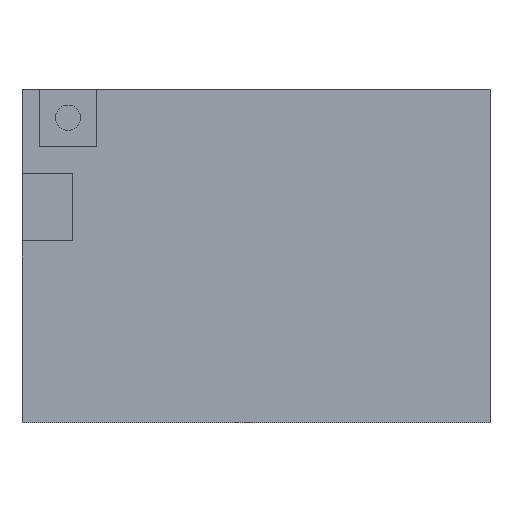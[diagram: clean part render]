
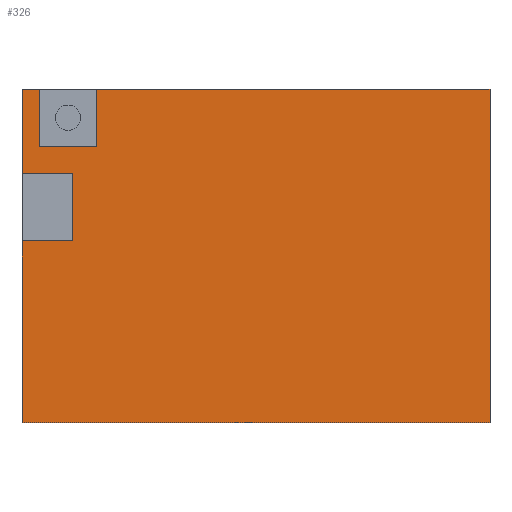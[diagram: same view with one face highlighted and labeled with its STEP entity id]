
A CAD part, top view. The second image highlights one B-rep face of the part: STEP entity #326.
In plain terms, the highlighted planar face has unit normal (0, 0, 1).
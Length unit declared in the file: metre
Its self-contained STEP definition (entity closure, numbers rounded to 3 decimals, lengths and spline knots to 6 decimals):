
#23=ORIENTED_EDGE('',*,*,#111,.F.);
#24=ORIENTED_EDGE('',*,*,#112,.T.);
#25=ORIENTED_EDGE('',*,*,#113,.T.);
#26=ORIENTED_EDGE('',*,*,#114,.T.);
#27=ORIENTED_EDGE('',*,*,#115,.F.);
#28=ORIENTED_EDGE('',*,*,#116,.T.);
#29=ORIENTED_EDGE('',*,*,#117,.T.);
#30=ORIENTED_EDGE('',*,*,#118,.T.);
#31=ORIENTED_EDGE('',*,*,#119,.T.);
#32=ORIENTED_EDGE('',*,*,#120,.T.);
#33=ORIENTED_EDGE('',*,*,#121,.F.);
#34=ORIENTED_EDGE('',*,*,#122,.F.);
#111=EDGE_CURVE('',#155,#156,#185,.T.);
#112=EDGE_CURVE('',#155,#157,#186,.T.);
#113=EDGE_CURVE('',#157,#158,#187,.T.);
#114=EDGE_CURVE('',#158,#159,#188,.T.);
#115=EDGE_CURVE('',#160,#159,#189,.T.);
#116=EDGE_CURVE('',#160,#161,#190,.T.);
#117=EDGE_CURVE('',#161,#162,#191,.T.);
#118=EDGE_CURVE('',#162,#163,#192,.T.);
#119=EDGE_CURVE('',#163,#164,#193,.T.);
#120=EDGE_CURVE('',#164,#165,#194,.T.);
#121=EDGE_CURVE('',#166,#165,#195,.T.);
#122=EDGE_CURVE('',#156,#166,#196,.T.);
#155=VERTEX_POINT('',#464);
#156=VERTEX_POINT('',#465);
#157=VERTEX_POINT('',#467);
#158=VERTEX_POINT('',#469);
#159=VERTEX_POINT('',#471);
#160=VERTEX_POINT('',#473);
#161=VERTEX_POINT('',#475);
#162=VERTEX_POINT('',#477);
#163=VERTEX_POINT('',#479);
#164=VERTEX_POINT('',#481);
#165=VERTEX_POINT('',#483);
#166=VERTEX_POINT('',#485);
#185=LINE('',#463,#227);
#186=LINE('',#466,#228);
#187=LINE('',#468,#229);
#188=LINE('',#470,#230);
#189=LINE('',#472,#231);
#190=LINE('',#474,#232);
#191=LINE('',#476,#233);
#192=LINE('',#478,#234);
#193=LINE('',#480,#235);
#194=LINE('',#482,#236);
#195=LINE('',#484,#237);
#196=LINE('',#486,#238);
#227=VECTOR('',#381,1.);
#228=VECTOR('',#382,1.);
#229=VECTOR('',#383,1.);
#230=VECTOR('',#384,1.);
#231=VECTOR('',#385,1.);
#232=VECTOR('',#386,1.);
#233=VECTOR('',#387,1.);
#234=VECTOR('',#388,1.);
#235=VECTOR('',#389,1.);
#236=VECTOR('',#390,1.);
#237=VECTOR('',#391,1.);
#238=VECTOR('',#392,1.);
#269=EDGE_LOOP('',(#23,#24,#25,#26,#27,#28,#29,#30,#31,#32,#33,#34));
#289=FACE_BOUND('',#269,.T.);
#309=PLANE('',#357);
#326=ADVANCED_FACE('',(#289),#309,.F.);
#357=AXIS2_PLACEMENT_3D('',#462,#379,#380);
#379=DIRECTION('',(0.,0.,-1.));
#380=DIRECTION('',(-1.,0.,0.));
#381=DIRECTION('',(0.,-1.,0.));
#382=DIRECTION('',(-1.,0.,0.));
#383=DIRECTION('',(0.,-1.,0.));
#384=DIRECTION('',(1.,0.,0.));
#385=DIRECTION('',(0.,1.,0.));
#386=DIRECTION('',(-1.,0.,0.));
#387=DIRECTION('',(0.,-1.,0.));
#388=DIRECTION('',(1.,0.,0.));
#389=DIRECTION('',(0.,1.,0.));
#390=DIRECTION('',(-1.,0.,0.));
#391=DIRECTION('',(0.,1.,0.));
#392=DIRECTION('',(1.,0.,0.));
#462=CARTESIAN_POINT('',(0.,0.,0.0016));
#463=CARTESIAN_POINT('',(-0.025,0.01925,0.0016));
#464=CARTESIAN_POINT('',(-0.025,0.01925,0.0016));
#465=CARTESIAN_POINT('',(-0.025,0.01265,0.0016));
#466=CARTESIAN_POINT('',(-0.027,0.01925,0.0016));
#467=CARTESIAN_POINT('',(-0.027,0.01925,0.0016));
#468=CARTESIAN_POINT('',(-0.027,-0.01925,0.0016));
#469=CARTESIAN_POINT('',(-0.027,0.0084,0.0016));
#470=CARTESIAN_POINT('',(0.,0.0084,0.0016));
#471=CARTESIAN_POINT('',(-0.0212,0.0084,0.0016));
#472=CARTESIAN_POINT('',(-0.0212,0.,0.0016));
#473=CARTESIAN_POINT('',(-0.0212,0.0029,0.0016));
#474=CARTESIAN_POINT('',(0.,0.0029,0.0016));
#475=CARTESIAN_POINT('',(-0.027,0.0029,0.0016));
#476=CARTESIAN_POINT('',(-0.027,-0.01925,0.0016));
#477=CARTESIAN_POINT('',(-0.027,-0.01925,0.0016));
#478=CARTESIAN_POINT('',(-0.027,-0.01925,0.0016));
#479=CARTESIAN_POINT('',(0.027,-0.01925,0.0016));
#480=CARTESIAN_POINT('',(0.027,-0.01925,0.0016));
#481=CARTESIAN_POINT('',(0.027,0.01925,0.0016));
#482=CARTESIAN_POINT('',(-0.027,0.01925,0.0016));
#483=CARTESIAN_POINT('',(-0.0184,0.01925,0.0016));
#484=CARTESIAN_POINT('',(-0.0184,0.01925,0.0016));
#485=CARTESIAN_POINT('',(-0.0184,0.01265,0.0016));
#486=CARTESIAN_POINT('',(-0.025,0.01265,0.0016));
